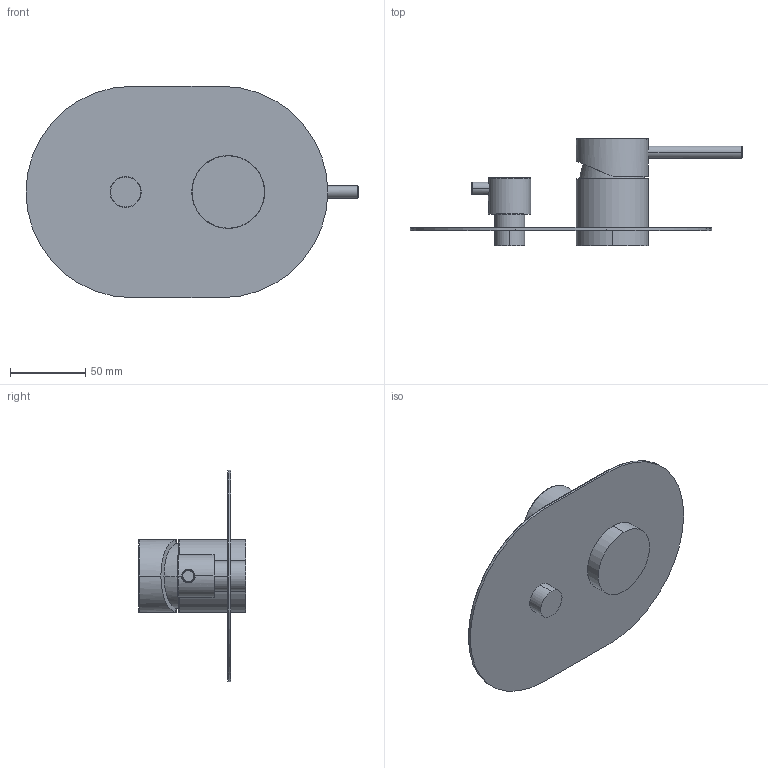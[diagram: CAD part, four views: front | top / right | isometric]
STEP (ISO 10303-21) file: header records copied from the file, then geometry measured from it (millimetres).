
FILE_DESCRIPTION((''),'2;1');
FILE_NAME('YC-8067BO_4_ASM_1_ASM','2022-05-21T11:40:59',('怪大叔'),(''),'CREO PARAMETRIC BY PTC INC, 2021063','CREO PARAMETRIC BY PTC INC, 2021063','');
FILE_SCHEMA(('CONFIG_CONTROL_DESIGN'));
Length unit declared in the file: millimetre
Products named in the file (6): YC-8067BO_4_1_1; YC-8067BO_4_2_1; YC-8067BO_4_3_1; 8064-HC; LINSOL8064; YC-8067BO_4_ASM_1_ASM
Assembly tree (5 placements, depth 2):
  YC-8067BO_4_ASM_1_ASM
    YC-8067BO_4_1_1
    YC-8067BO_4_2_1
    YC-8067BO_4_3_1
    8064-HC
    LINSOL8064
Bounding box: 220 x 71.2 x 140 mm (x, y, z)
Volume: 194759.9 mm3; surface area: 67155.6 mm2
Topology: 16 solids, 16 shells, 287 faces, 781 edges, 530 vertices
Faces by surface type: extrusion 138, plane 101, cylinder 26, torus 16, bspline 6
Entity records: 10970 total; most frequent: CARTESIAN_POINT 4030, ORIENTED_EDGE 1562, DIRECTION 1047, EDGE_CURVE 781, VERTEX_POINT 530, VECTOR 497, B_SPLINE_CURVE_WITH_KNOTS 439, LINE 359
